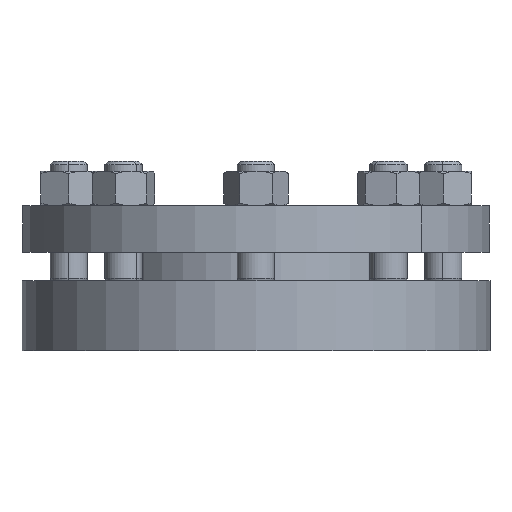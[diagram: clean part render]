
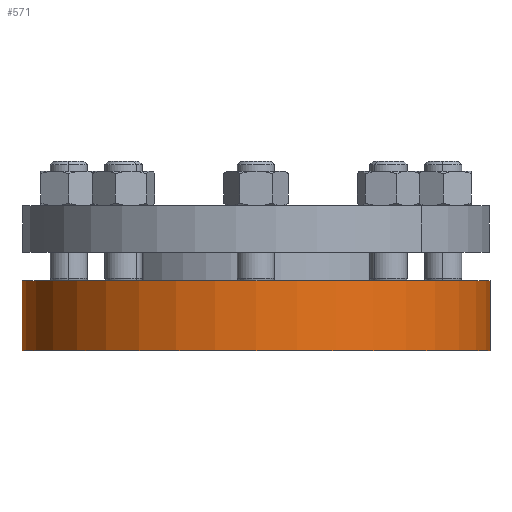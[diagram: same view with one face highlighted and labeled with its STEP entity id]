
A CAD part, front view. The second image highlights one B-rep face of the part: STEP entity #571.
In plain terms, the highlighted cylindrical face has radius 100 mm (diameter 200 mm), a partial arc.
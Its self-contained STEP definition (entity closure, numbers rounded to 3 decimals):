
#571 = ADVANCED_FACE ( 'NONE', ( #6828 ), #15616, .T. ) ;
#937 = EDGE_CURVE ( 'NONE', #12162, #10690, #11896, .T. ) ;
#1024 = CARTESIAN_POINT ( 'NONE',  ( 100., 0., 0. ) ) ;
#1497 = LINE ( 'NONE', #6792, #2396 ) ;
#2396 = VECTOR ( 'NONE', #13235, 1000. ) ;
#2904 = CARTESIAN_POINT ( 'NONE',  ( 0., 0., 30. ) ) ;
#3694 = VERTEX_POINT ( 'NONE', #5332 ) ;
#4021 = VERTEX_POINT ( 'NONE', #4931 ) ;
#4069 = CARTESIAN_POINT ( 'NONE',  ( 0., 0., 0. ) ) ;
#4079 = AXIS2_PLACEMENT_3D ( 'NONE', #7633, #11527, #8640 ) ;
#4931 = CARTESIAN_POINT ( 'NONE',  ( -100., 0., 30. ) ) ;
#5332 = CARTESIAN_POINT ( 'NONE',  ( 100., 0., 30. ) ) ;
#6030 = VECTOR ( 'NONE', #12121, 1000. ) ;
#6346 = EDGE_CURVE ( 'NONE', #4021, #10690, #7188, .T. ) ;
#6792 = CARTESIAN_POINT ( 'NONE',  ( 100., 0., 0. ) ) ;
#6828 = FACE_OUTER_BOUND ( 'NONE', #12305, .T. ) ;
#6913 = DIRECTION ( 'NONE',  ( -1., 0., 0. ) ) ;
#7188 = LINE ( 'NONE', #13382, #6030 ) ;
#7633 = CARTESIAN_POINT ( 'NONE',  ( 0., 0., 0. ) ) ;
#8027 = DIRECTION ( 'NONE',  ( 0., 0., -1. ) ) ;
#8086 = DIRECTION ( 'NONE',  ( 0., 0., -1. ) ) ;
#8360 = ORIENTED_EDGE ( 'NONE', *, *, #937, .F. ) ;
#8640 = DIRECTION ( 'NONE',  ( -1., 0., 0. ) ) ;
#8769 = ORIENTED_EDGE ( 'NONE', *, *, #15199, .F. ) ;
#9552 = ORIENTED_EDGE ( 'NONE', *, *, #6346, .T. ) ;
#10690 = VERTEX_POINT ( 'NONE', #12024 ) ;
#11063 = CIRCLE ( 'NONE', #13739, 100. ) ;
#11527 = DIRECTION ( 'NONE',  ( 0., 0., -1. ) ) ;
#11742 = ORIENTED_EDGE ( 'NONE', *, *, #14614, .T. ) ;
#11896 = CIRCLE ( 'NONE', #4079, 100. ) ;
#12024 = CARTESIAN_POINT ( 'NONE',  ( -100., 0., 0. ) ) ;
#12121 = DIRECTION ( 'NONE',  ( 0., 0., -1. ) ) ;
#12162 = VERTEX_POINT ( 'NONE', #1024 ) ;
#12305 = EDGE_LOOP ( 'NONE', ( #8769, #11742, #9552, #8360 ) ) ;
#12562 = AXIS2_PLACEMENT_3D ( 'NONE', #4069, #8086, #6913 ) ;
#13235 = DIRECTION ( 'NONE',  ( 0., 0., -1. ) ) ;
#13382 = CARTESIAN_POINT ( 'NONE',  ( -100., 0., 0. ) ) ;
#13739 = AXIS2_PLACEMENT_3D ( 'NONE', #2904, #8027, #14704 ) ;
#14614 = EDGE_CURVE ( 'NONE', #3694, #4021, #11063, .T. ) ;
#14704 = DIRECTION ( 'NONE',  ( -1., 0., 0. ) ) ;
#15199 = EDGE_CURVE ( 'NONE', #3694, #12162, #1497, .T. ) ;
#15616 = CYLINDRICAL_SURFACE ( 'NONE', #12562, 100. ) ;
